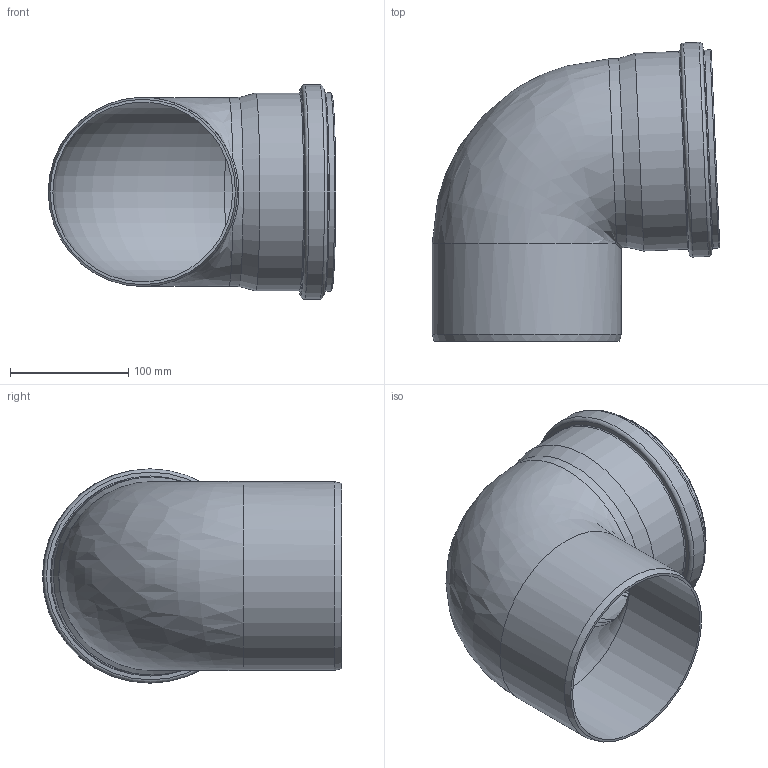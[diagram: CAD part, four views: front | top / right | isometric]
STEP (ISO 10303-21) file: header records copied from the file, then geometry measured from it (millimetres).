
FILE_DESCRIPTION(/* description */ (''),/* implementation_level */ '2;1');
FILE_NAME(/* name */ '177140 HTsafeB DN_OD 160_87°.stp',/* time_stamp */ '2017-03-13T12:21:27+01:00',/* author */ ('user1'),/* organization */ (''),/* preprocessor_version */ 'ST-DEVELOPER v16.1',/* originating_system */ 'Autodesk Inventor 2016',/* authorisation */ '');
FILE_SCHEMA (('AUTOMOTIVE_DESIGN { 1 0 10303 214 3 1 1 }'));
Length unit declared in the file: millimetre
Products named in the file (1): 177140 HTsafeB DN_OD 160_87°
Bounding box: 243.36 x 253.1 x 181.3 mm (x, y, z)
Volume: 558945.4 mm3; surface area: 299720.1 mm2
Topology: 1 solids, 1 shells, 35 faces, 69 edges, 38 vertices
Faces by surface type: cylinder 11, torus 11, cone 7, plane 4, bspline 2
Full cylindrical faces by diameter (mm): 152.215 x2, 160 x2, 160.5 x1, 160.8 x2, 167.5 x1, 167.8 x1, 174.3 x1, 181.3 x1
Entity records: 826 total; most frequent: CARTESIAN_POINT 195, DIRECTION 140, ORIENTED_EDGE 76, AXIS2_PLACEMENT_3D 70, EDGE_LOOP 68, EDGE_CURVE 38, VERTEX_POINT 36, FACE_OUTER_BOUND 35
